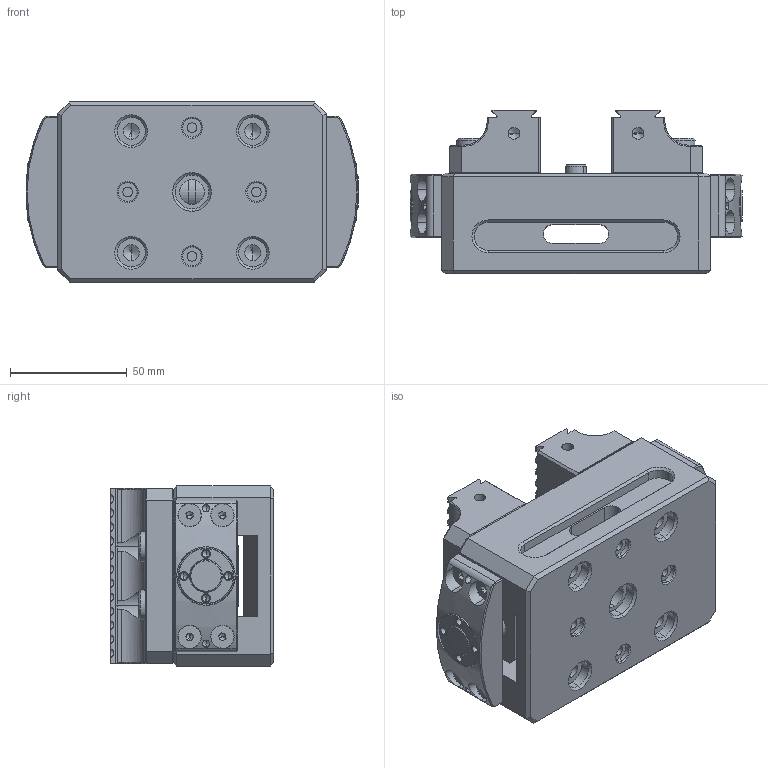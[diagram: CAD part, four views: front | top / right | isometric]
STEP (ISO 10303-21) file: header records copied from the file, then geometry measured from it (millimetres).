
FILE_DESCRIPTION (( 'STEP AP214' ), '1' );
FILE_NAME ('ASC-75X115-VISE.STEP', '2020-02-12T05:49:33', ( 'WinXP' ), ( 'MyPC' ), 'SwSTEP 2.0', 'SolidWorks 2010', '' );
FILE_SCHEMA (( 'AUTOMOTIVE_DESIGN' ));
Length unit declared in the file: millimetre
Products named in the file (13): 皿頭5X12_B18.3.5M - 5 x 0.8 x 12 Socket FCHS  -- 12N; ASC-75X115-VISE; 5-AXIS-75X100-支持塊_Default; ASC-75X115-角牙_Default; ASC-75X115-本台_Default; ASC-75X115-角牙座-修正版_Default; 5-AXIS-75X100-鎖緊螺帽_Default; 5-AXIS-75X100-定位螺帽_Default; M6定位螺絲_B18.3.1M - 6 x 1.0 x 10 Hex SHCS -- 10NHX; ASC-75X115-硬爪-修改版_Default; 5-AXIS-75X100-塞環_Default; CAP-8X20L_B18.3.1M - 8 x 1.25 x 20 Hex SHCS -- 20NHX; CAP-8X30L_B18.3.1M - 8 x 1.25 x 30 Hex SHCS -- 30NHX
Assembly tree (33 placements, depth 2):
  ASC-75X115-VISE
    ASC-75X115-角牙座-修正版_Default  x2
    CAP-8X20L_B18.3.1M - 8 x 1.25 x 20 Hex SHCS -- 20NHX  x4
    CAP-8X30L_B18.3.1M - 8 x 1.25 x 30 Hex SHCS -- 30NHX  x4
    5-AXIS-75X100-支持塊_Default  x2
    ASC-75X115-本台_Default
    5-AXIS-75X100-鎖緊螺帽_Default  x2
    5-AXIS-75X100-塞環_Default  x2
    皿頭5X12_B18.3.5M - 5 x 0.8 x 12 Socket FCHS  -- 12N  x8
    ASC-75X115-角牙_Default
    ASC-75X115-硬爪-修改版_Default  x3
    M6定位螺絲_B18.3.1M - 6 x 1.0 x 10 Hex SHCS -- 10NHX  x2
    5-AXIS-75X100-定位螺帽_Default  x2
Bounding box: 142 x 70 x 77 mm (x, y, z)
Volume: 499973.3 mm3; surface area: 158400.8 mm2
Topology: 33 solids, 33 shells, 1781 faces, 4347 edges, 2596 vertices
Faces by surface type: plane 673, cylinder 634, cone 418, torus 36, bspline 20
Entity records: 34906 total; most frequent: CARTESIAN_POINT 15452, DIRECTION 3933, ORIENTED_EDGE 3778, EDGE_CURVE 1889, AXIS2_PLACEMENT_3D 1442, VERTEX_POINT 1170, VECTOR 1049, LINE 1049
